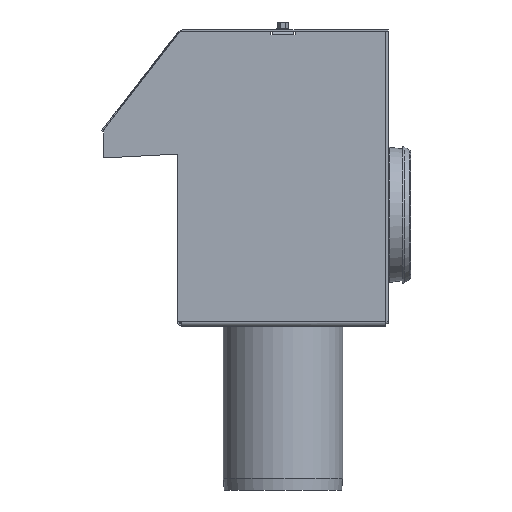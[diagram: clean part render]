
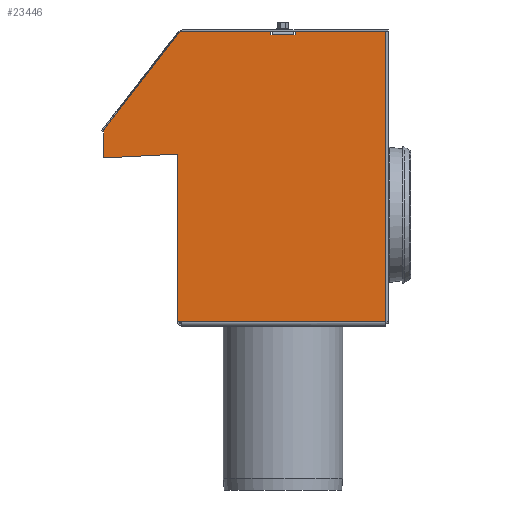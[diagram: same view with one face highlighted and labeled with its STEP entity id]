
A CAD part, left-side view. The second image highlights one B-rep face of the part: STEP entity #23446.
In plain terms, the highlighted planar face has unit normal (-1, 0, 0).
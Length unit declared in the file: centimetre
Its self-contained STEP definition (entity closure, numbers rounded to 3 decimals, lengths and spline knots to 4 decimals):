
#2234=FACE_OUTER_BOUND('',#4384,.T.);
#4384=EDGE_LOOP('',(#19967,#19968,#19969,#19970,#19971,#19972,#19973,#19974,
#19975,#19976,#19977,#19978,#19979,#19980,#19981,#19982,#19983));
#4662=CIRCLE('',#33161,7.);
#4663=CIRCLE('',#33164,10.);
#4664=CIRCLE('',#33168,1.5);
#7359=VERTEX_POINT('',#48797);
#7360=VERTEX_POINT('',#48799);
#7377=VERTEX_POINT('',#48864);
#7382=VERTEX_POINT('',#48878);
#7412=VERTEX_POINT('',#48948);
#7413=VERTEX_POINT('',#48952);
#7416=VERTEX_POINT('',#48964);
#7428=VERTEX_POINT('',#48994);
#7429=VERTEX_POINT('',#48998);
#7430=VERTEX_POINT('',#49002);
#7431=VERTEX_POINT('',#49006);
#7432=VERTEX_POINT('',#49010);
#7433=VERTEX_POINT('',#49014);
#7434=VERTEX_POINT('',#49018);
#7455=VERTEX_POINT('',#49099);
#7464=VERTEX_POINT('',#49149);
#7465=VERTEX_POINT('',#49150);
#11478=EDGE_CURVE('',#7360,#7359,#27367,.T.);
#11510=EDGE_CURVE('',#7377,#7360,#27388,.T.);
#11518=EDGE_CURVE('',#7359,#7382,#27396,.T.);
#11552=EDGE_CURVE('',#7412,#7377,#27424,.T.);
#11555=EDGE_CURVE('',#7382,#7413,#27427,.T.);
#11560=EDGE_CURVE('',#7416,#7412,#27432,.T.);
#11575=EDGE_CURVE('',#7413,#7428,#27446,.T.);
#11576=EDGE_CURVE('',#7428,#7429,#4662,.T.);
#11578=EDGE_CURVE('',#7429,#7430,#27448,.T.);
#11580=EDGE_CURVE('',#7430,#7431,#4663,.T.);
#11582=EDGE_CURVE('',#7431,#7432,#27451,.T.);
#11584=EDGE_CURVE('',#7432,#7433,#27453,.T.);
#11586=EDGE_CURVE('',#7433,#7434,#4664,.T.);
#11628=EDGE_CURVE('',#7455,#7434,#27487,.T.);
#11653=EDGE_CURVE('',#7464,#7465,#27505,.T.);
#11657=EDGE_CURVE('',#7416,#7465,#27507,.T.);
#11662=EDGE_CURVE('',#7464,#7455,#27510,.T.);
#19967=ORIENTED_EDGE('',*,*,#11555,.T.);
#19968=ORIENTED_EDGE('',*,*,#11575,.T.);
#19969=ORIENTED_EDGE('',*,*,#11576,.T.);
#19970=ORIENTED_EDGE('',*,*,#11578,.T.);
#19971=ORIENTED_EDGE('',*,*,#11580,.T.);
#19972=ORIENTED_EDGE('',*,*,#11582,.T.);
#19973=ORIENTED_EDGE('',*,*,#11584,.T.);
#19974=ORIENTED_EDGE('',*,*,#11586,.T.);
#19975=ORIENTED_EDGE('',*,*,#11628,.F.);
#19976=ORIENTED_EDGE('',*,*,#11662,.F.);
#19977=ORIENTED_EDGE('',*,*,#11653,.T.);
#19978=ORIENTED_EDGE('',*,*,#11657,.F.);
#19979=ORIENTED_EDGE('',*,*,#11560,.T.);
#19980=ORIENTED_EDGE('',*,*,#11552,.T.);
#19981=ORIENTED_EDGE('',*,*,#11510,.T.);
#19982=ORIENTED_EDGE('',*,*,#11478,.T.);
#19983=ORIENTED_EDGE('',*,*,#11518,.T.);
#22004=PLANE('',#33227);
#23446=ADVANCED_FACE('',(#2234),#22004,.F.);
#27367=LINE('',#48800,#31412);
#27388=LINE('',#48865,#31433);
#27396=LINE('',#48880,#31441);
#27424=LINE('',#48949,#31469);
#27427=LINE('',#48954,#31472);
#27432=LINE('',#48965,#31477);
#27446=LINE('',#48996,#31491);
#27448=LINE('',#49003,#31493);
#27451=LINE('',#49011,#31496);
#27453=LINE('',#49015,#31498);
#27487=LINE('',#49101,#31532);
#27505=LINE('',#49151,#31550);
#27507=LINE('',#49156,#31552);
#27510=LINE('',#49164,#31555);
#31412=VECTOR('',#40007,1.);
#31433=VECTOR('',#40082,1.);
#31441=VECTOR('',#40094,1.);
#31469=VECTOR('',#40144,1.);
#31472=VECTOR('',#40149,1.);
#31477=VECTOR('',#40160,10.);
#31491=VECTOR('',#40184,10.);
#31493=VECTOR('',#40192,10.);
#31496=VECTOR('',#40201,10.);
#31498=VECTOR('',#40205,10.);
#31532=VECTOR('',#40299,10.);
#31550=VECTOR('',#40361,10.);
#31552=VECTOR('',#40369,2.38);
#31555=VECTOR('',#40382,10.);
#33161=AXIS2_PLACEMENT_3D('',#48999,#40187,#40188);
#33164=AXIS2_PLACEMENT_3D('',#49007,#40196,#40197);
#33168=AXIS2_PLACEMENT_3D('',#49019,#40209,#40210);
#33227=AXIS2_PLACEMENT_3D('',#49165,#40383,#40384);
#40007=DIRECTION('',(0.,1.,0.));
#40082=DIRECTION('',(0.,1.,0.));
#40094=DIRECTION('',(0.,1.,0.));
#40144=DIRECTION('',(0.,0.,-1.));
#40149=DIRECTION('',(0.,0.,1.));
#40160=DIRECTION('',(0.,1.,0.));
#40184=DIRECTION('',(0.,1.,0.));
#40187=DIRECTION('center_axis',(-1.,0.,0.));
#40188=DIRECTION('ref_axis',(0.,0.,
1.));
#40192=DIRECTION('',(0.,0.614,-0.789));
#40196=DIRECTION('center_axis',(-1.,0.,0.));
#40197=DIRECTION('ref_axis',(0.,0.789,0.614));
#40201=DIRECTION('',(0.,0.,-1.));
#40205=DIRECTION('',(0.,-0.999,0.052));
#40209=DIRECTION('center_axis',(1.,0.,0.));
#40210=DIRECTION('ref_axis',(0.,1.,0.));
#40299=DIRECTION('',(0.,0.,1.));
#40361=DIRECTION('',(0.,-1.,0.));
#40369=DIRECTION('',(0.,0.,-1.));
#40382=DIRECTION('',(0.,1.,0.));
#40383=DIRECTION('center_axis',(1.,0.,0.));
#40384=DIRECTION('ref_axis',(0.,-1.,0.));
#48797=CARTESIAN_POINT('',(-135.,9.1074,397.));
#48799=CARTESIAN_POINT('',(-135.,-8.8926,397.));
#48800=CARTESIAN_POINT('',(-135.,-0.3001,397.));
#48864=CARTESIAN_POINT('',(-135.,-10.3926,397.));
#48865=CARTESIAN_POINT('',(-135.,-0.3001,397.));
#48878=CARTESIAN_POINT('',(-135.,10.6074,397.));
#48880=CARTESIAN_POINT('',(-135.,-0.3001,397.));
#48948=CARTESIAN_POINT('',(-135.,-10.3926,400.));
#48949=CARTESIAN_POINT('',(-135.,-10.3926,310.367));
#48952=CARTESIAN_POINT('',(-135.,10.6074,400.));
#48954=CARTESIAN_POINT('',(-135.,10.6074,310.5878));
#48964=CARTESIAN_POINT('',(-135.,-88.,400.));
#48965=CARTESIAN_POINT('',(-135.,-88.,400.));
#48994=CARTESIAN_POINT('',(-135.,84.35,400.));
#48996=CARTESIAN_POINT('',(-135.,-88.,400.));
#48998=CARTESIAN_POINT('',(-135.,89.8753,397.2977));
#48999=CARTESIAN_POINT('Origin',(-135.,84.35,393.));
#49002=CARTESIAN_POINT('',(-135.,151.0053,318.7077));
#49003=CARTESIAN_POINT('',(-135.,89.8753,397.2977));
#49006=CARTESIAN_POINT('',(-135.,153.112,312.5681));
#49007=CARTESIAN_POINT('Origin',(-135.,143.112,312.5681));
#49010=CARTESIAN_POINT('',(-135.,153.112,291.5849));
#49011=CARTESIAN_POINT('',(-135.,153.112,312.5681));
#49014=CARTESIAN_POINT('',(-135.,91.5785,294.8097));
#49015=CARTESIAN_POINT('',(-135.,153.112,291.5849));
#49018=CARTESIAN_POINT('',(-135.,90.,293.3118));
#49019=CARTESIAN_POINT('Origin',(-135.,91.5,293.3118));
#49099=CARTESIAN_POINT('',(-135.,90.,151.5));
#49101=CARTESIAN_POINT('',(-135.,90.,151.5));
#49149=CARTESIAN_POINT('',(-135.,86.5,151.5));
#49150=CARTESIAN_POINT('',(-135.,-88.,151.5));
#49151=CARTESIAN_POINT('',(-135.,-0.7288,151.5));
#49156=CARTESIAN_POINT('',(-135.,-88.,144.023));
#49164=CARTESIAN_POINT('',(-135.,86.5,151.5));
#49165=CARTESIAN_POINT('Origin',(-135.,-0.7076,222.3812));
